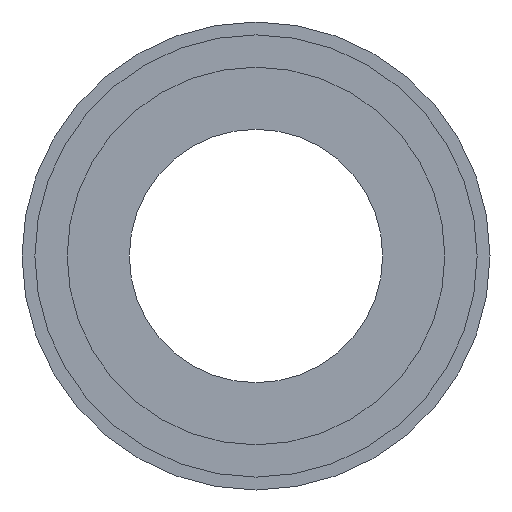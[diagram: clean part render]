
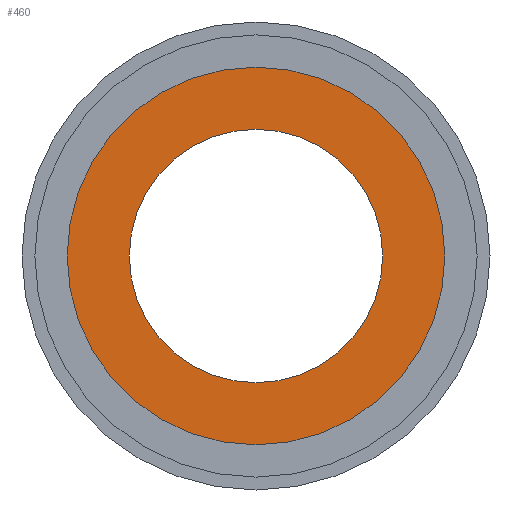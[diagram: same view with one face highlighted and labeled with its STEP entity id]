
A CAD part, front view. The second image highlights one B-rep face of the part: STEP entity #460.
In plain terms, the highlighted planar face has unit normal (0, -1, 0).
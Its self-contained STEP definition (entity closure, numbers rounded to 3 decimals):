
#5 = FACE_BOUND ( 'NONE', #342, .T. ) ;
#11 = DIRECTION ( 'NONE',  ( 0., 1., 0. ) ) ;
#95 = EDGE_CURVE ( 'NONE', #267, #410, #481, .T. ) ;
#98 = CIRCLE ( 'NONE', #564, 21.1 ) ;
#114 = CARTESIAN_POINT ( 'NONE',  ( 0., 5., -13.75 ) ) ;
#116 = CARTESIAN_POINT ( 'NONE',  ( 0., 5., -21.1 ) ) ;
#134 = CIRCLE ( 'NONE', #586, 21.1 ) ;
#144 = CARTESIAN_POINT ( 'NONE',  ( 0., 5., 13.75 ) ) ;
#147 = CARTESIAN_POINT ( 'NONE',  ( 0., 5., 21.1 ) ) ;
#176 = ORIENTED_EDGE ( 'NONE', *, *, #517, .T. ) ;
#189 = VERTEX_POINT ( 'NONE', #116 ) ;
#192 = DIRECTION ( 'NONE',  ( 0., 0., 1. ) ) ;
#211 = DIRECTION ( 'NONE',  ( 0., 1., 0. ) ) ;
#215 = CARTESIAN_POINT ( 'NONE',  ( 0., 5., 0. ) ) ;
#241 = AXIS2_PLACEMENT_3D ( 'NONE', #534, #399, #613 ) ;
#267 = VERTEX_POINT ( 'NONE', #114 ) ;
#288 = DIRECTION ( 'NONE',  ( 0., 0., 1. ) ) ;
#292 = CARTESIAN_POINT ( 'NONE',  ( 0., 5., 0. ) ) ;
#294 = FACE_OUTER_BOUND ( 'NONE', #568, .T. ) ;
#299 = EDGE_CURVE ( 'NONE', #189, #397, #98, .T. ) ;
#342 = EDGE_LOOP ( 'NONE', ( #176, #385 ) ) ;
#372 = AXIS2_PLACEMENT_3D ( 'NONE', #292, #587, #288 ) ;
#385 = ORIENTED_EDGE ( 'NONE', *, *, #95, .T. ) ;
#389 = ORIENTED_EDGE ( 'NONE', *, *, #463, .F. ) ;
#397 = VERTEX_POINT ( 'NONE', #147 ) ;
#399 = DIRECTION ( 'NONE',  ( 0., 1., 0. ) ) ;
#410 = VERTEX_POINT ( 'NONE', #144 ) ;
#443 = PLANE ( 'NONE',  #624 ) ;
#460 = ADVANCED_FACE ( 'NONE', ( #294, #5 ), #443, .F. ) ;
#463 = EDGE_CURVE ( 'NONE', #397, #189, #134, .T. ) ;
#481 = CIRCLE ( 'NONE', #241, 13.75 ) ;
#517 = EDGE_CURVE ( 'NONE', #410, #267, #599, .T. ) ;
#521 = DIRECTION ( 'NONE',  ( 0., 0., 1. ) ) ;
#534 = CARTESIAN_POINT ( 'NONE',  ( 0., 5., 0. ) ) ;
#561 = CARTESIAN_POINT ( 'NONE',  ( 0., 5., 0. ) ) ;
#564 = AXIS2_PLACEMENT_3D ( 'NONE', #561, #211, #521 ) ;
#566 = DIRECTION ( 'NONE',  ( 0., 0., 1. ) ) ;
#568 = EDGE_LOOP ( 'NONE', ( #389, #617 ) ) ;
#586 = AXIS2_PLACEMENT_3D ( 'NONE', #215, #606, #566 ) ;
#587 = DIRECTION ( 'NONE',  ( 0., 1., 0. ) ) ;
#599 = CIRCLE ( 'NONE', #372, 13.75 ) ;
#606 = DIRECTION ( 'NONE',  ( 0., 1., 0. ) ) ;
#613 = DIRECTION ( 'NONE',  ( 0., 0., 1. ) ) ;
#615 = CARTESIAN_POINT ( 'NONE',  ( 21.1, 5., 0. ) ) ;
#617 = ORIENTED_EDGE ( 'NONE', *, *, #299, .F. ) ;
#624 = AXIS2_PLACEMENT_3D ( 'NONE', #615, #11, #192 ) ;
